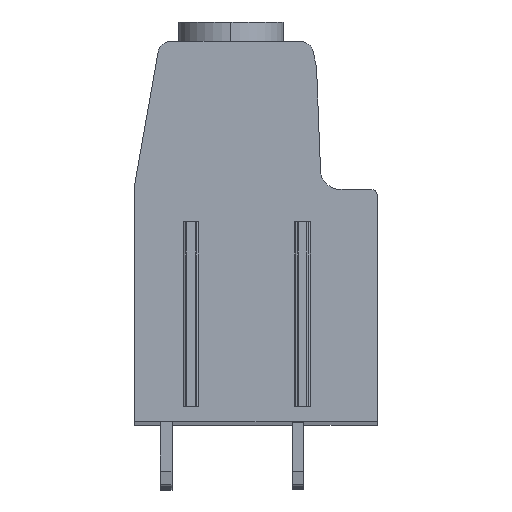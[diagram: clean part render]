
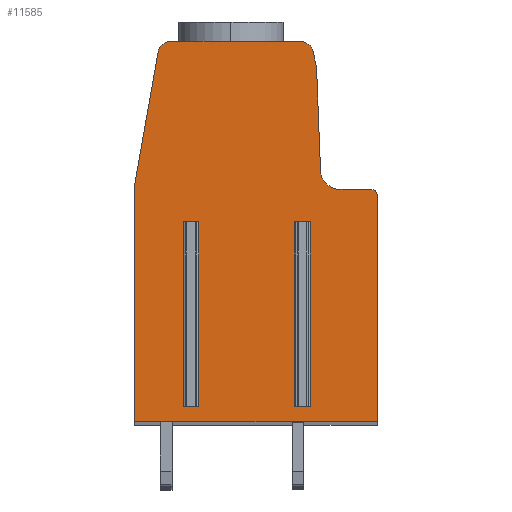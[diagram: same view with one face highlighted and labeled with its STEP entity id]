
A CAD part, top view. The second image highlights one B-rep face of the part: STEP entity #11585.
In plain terms, the highlighted planar face has unit normal (0, 0, 1).
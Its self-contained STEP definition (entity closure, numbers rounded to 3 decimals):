
#1560=CARTESIAN_POINT('',(3.429,13.65,5.08));
#1561=DIRECTION('',(0.,0.,1.));
#1562=DIRECTION('',(0.978,0.208,0.));
#1563=AXIS2_PLACEMENT_3D('',#1560,#1561,#1562);
#1565=DIRECTION('',(-0.208,0.978,0.));
#1566=VECTOR('',#1565,0.978);
#1567=CARTESIAN_POINT('',(4.611,12.902,5.08));
#1568=LINE('',#1567,#1566);
#1569=CARTESIAN_POINT('',(1.676,12.278,5.08));
#1570=DIRECTION('',(0.,0.,1.));
#1571=DIRECTION('',(0.999,0.038,0.));
#1572=AXIS2_PLACEMENT_3D('',#1569,#1570,#1571);
#1574=DIRECTION('',(-0.038,0.999,0.));
#1575=VECTOR('',#1574,7.706);
#1576=CARTESIAN_POINT('',(4.97,4.692,5.08));
#1577=LINE('',#1576,#1575);
#1578=CARTESIAN_POINT('',(6.469,4.75,5.08));
#1579=DIRECTION('',(0.,0.,-1.));
#1580=DIRECTION('',(0.,-1.,0.));
#1581=AXIS2_PLACEMENT_3D('',#1578,#1579,#1580);
#1583=DIRECTION('',(-1.,0.,0.));
#1584=VECTOR('',#1583,2.381);
#1585=CARTESIAN_POINT('',(8.85,3.25,5.08));
#1586=LINE('',#1585,#1584);
#1587=CARTESIAN_POINT('',(8.85,2.75,5.08));
#1588=DIRECTION('',(0.,0.,1.));
#1589=DIRECTION('',(1.,0.,0.));
#1590=AXIS2_PLACEMENT_3D('',#1587,#1588,#1589);
#1592=DIRECTION('',(0.,1.,0.));
#1593=VECTOR('',#1592,17.4);
#1594=CARTESIAN_POINT('',(9.35,-14.65,5.08));
#1595=LINE('',#1594,#1593);
#1596=DIRECTION('',(1.,0.,0.));
#1597=VECTOR('',#1596,18.7);
#1598=CARTESIAN_POINT('',(-9.35,-14.65,5.08));
#1599=LINE('',#1598,#1597);
#1600=DIRECTION('',(0.,-1.,0.));
#1601=VECTOR('',#1600,18.25);
#1602=CARTESIAN_POINT('',(-9.35,3.6,5.08));
#1603=LINE('',#1602,#1601);
#1604=DIRECTION('',(-0.174,-0.985,0.));
#1605=VECTOR('',#1604,10.381);
#1606=CARTESIAN_POINT('',(-7.547,13.824,5.08));
#1607=LINE('',#1606,#1605);
#1608=CARTESIAN_POINT('',(-6.562,13.65,5.08));
#1609=DIRECTION('',(0.,0.,1.));
#1610=DIRECTION('',(0.,1.,0.));
#1611=AXIS2_PLACEMENT_3D('',#1608,#1609,#1610);
#1613=DIRECTION('',(-1.,0.,0.));
#1614=VECTOR('',#1613,9.992);
#1615=CARTESIAN_POINT('',(3.429,14.65,5.08));
#1616=LINE('',#1615,#1614);
#1617=DIRECTION('',(1.,0.,0.));
#1618=VECTOR('',#1617,0.65);
#1619=CARTESIAN_POINT('',(-5.325,0.75,5.08));
#1620=LINE('',#1619,#1618);
#1621=DIRECTION('',(0.,1.,0.));
#1622=VECTOR('',#1621,14.25);
#1623=CARTESIAN_POINT('',(-5.325,-13.5,5.08));
#1624=LINE('',#1623,#1622);
#1625=DIRECTION('',(1.,0.,0.));
#1626=VECTOR('',#1625,0.65);
#1627=CARTESIAN_POINT('',(-5.325,-13.5,5.08));
#1628=LINE('',#1627,#1626);
#1629=DIRECTION('',(0.,1.,0.));
#1630=VECTOR('',#1629,14.25);
#1631=CARTESIAN_POINT('',(-4.675,-13.5,5.08));
#1632=LINE('',#1631,#1630);
#1633=DIRECTION('',(1.,0.,0.));
#1634=VECTOR('',#1633,0.65);
#1635=CARTESIAN_POINT('',(3.275,0.75,5.08));
#1636=LINE('',#1635,#1634);
#1637=DIRECTION('',(0.,1.,0.));
#1638=VECTOR('',#1637,14.25);
#1639=CARTESIAN_POINT('',(3.275,-13.5,5.08));
#1640=LINE('',#1639,#1638);
#1641=DIRECTION('',(1.,0.,0.));
#1642=VECTOR('',#1641,0.65);
#1643=CARTESIAN_POINT('',(3.275,-13.5,5.08));
#1644=LINE('',#1643,#1642);
#1645=DIRECTION('',(0.,1.,0.));
#1646=VECTOR('',#1645,14.25);
#1647=CARTESIAN_POINT('',(3.925,-13.5,5.08));
#1648=LINE('',#1647,#1646);
#7859=CARTESIAN_POINT('',(-6.562,14.65,5.08));
#7860=CARTESIAN_POINT('',(-7.547,13.824,5.08));
#7861=VERTEX_POINT('',#7859);
#7862=VERTEX_POINT('',#7860);
#7863=CARTESIAN_POINT('',(-9.35,3.6,5.08));
#7864=VERTEX_POINT('',#7863);
#7865=CARTESIAN_POINT('',(-9.35,-14.65,5.08));
#7866=VERTEX_POINT('',#7865);
#7867=CARTESIAN_POINT('',(9.35,-14.65,5.08));
#7868=VERTEX_POINT('',#7867);
#7869=CARTESIAN_POINT('',(6.469,3.25,5.08));
#7870=CARTESIAN_POINT('',(4.97,4.692,5.08));
#7871=VERTEX_POINT('',#7869);
#7872=VERTEX_POINT('',#7870);
#7879=CARTESIAN_POINT('',(4.408,13.858,5.08));
#7880=VERTEX_POINT('',#7879);
#7881=CARTESIAN_POINT('',(3.429,14.65,5.08));
#7882=VERTEX_POINT('',#7881);
#7887=CARTESIAN_POINT('',(4.674,12.393,5.08));
#7888=VERTEX_POINT('',#7887);
#7889=CARTESIAN_POINT('',(4.611,12.902,5.08));
#7890=VERTEX_POINT('',#7889);
#7895=CARTESIAN_POINT('',(9.35,2.75,5.08));
#7896=VERTEX_POINT('',#7895);
#7897=CARTESIAN_POINT('',(8.85,3.25,5.08));
#7898=VERTEX_POINT('',#7897);
#7979=CARTESIAN_POINT('',(-5.325,0.75,5.08));
#7980=CARTESIAN_POINT('',(-4.675,0.75,5.08));
#7981=VERTEX_POINT('',#7979);
#7982=VERTEX_POINT('',#7980);
#7983=CARTESIAN_POINT('',(3.275,0.75,5.08));
#7984=CARTESIAN_POINT('',(3.925,0.75,5.08));
#7985=VERTEX_POINT('',#7983);
#7986=VERTEX_POINT('',#7984);
#7987=CARTESIAN_POINT('',(3.925,-13.5,5.08));
#7988=VERTEX_POINT('',#7987);
#7989=CARTESIAN_POINT('',(3.275,-13.5,5.08));
#7990=VERTEX_POINT('',#7989);
#7991=CARTESIAN_POINT('',(-4.675,-13.5,5.08));
#7992=VERTEX_POINT('',#7991);
#7993=CARTESIAN_POINT('',(-5.325,-13.5,5.08));
#7994=VERTEX_POINT('',#7993);
#11545=CARTESIAN_POINT('',(0.,0.,5.08));
#11546=DIRECTION('',(0.,0.,1.));
#11547=DIRECTION('',(1.,0.,0.));
#11548=AXIS2_PLACEMENT_3D('',#11545,#11546,#11547);
#11549=PLANE('',#11548);
#11550=ORIENTED_EDGE('',*,*,#11082,.F.);
#11551=ORIENTED_EDGE('',*,*,#11097,.F.);
#11552=ORIENTED_EDGE('',*,*,#11110,.F.);
#11553=ORIENTED_EDGE('',*,*,#11125,.F.);
#11554=ORIENTED_EDGE('',*,*,#11138,.F.);
#11555=ORIENTED_EDGE('',*,*,#11151,.F.);
#11556=ORIENTED_EDGE('',*,*,#11166,.F.);
#11557=ORIENTED_EDGE('',*,*,#11180,.F.);
#11558=ORIENTED_EDGE('',*,*,#10479,.F.);
#11559=ORIENTED_EDGE('',*,*,#10936,.F.);
#11560=ORIENTED_EDGE('',*,*,#10950,.F.);
#11561=ORIENTED_EDGE('',*,*,#10964,.F.);
#11562=ORIENTED_EDGE('',*,*,#10977,.F.);
#11563=EDGE_LOOP('',(#11550,#11551,#11552,#11553,#11554,#11555,#11556,#11557,
#11558,#11559,#11560,#11561,#11562));
#11564=FACE_OUTER_BOUND('',#11563,.F.);
#11566=ORIENTED_EDGE('',*,*,#11565,.F.);
#11568=ORIENTED_EDGE('',*,*,#11567,.F.);
#11570=ORIENTED_EDGE('',*,*,#11569,.T.);
#11572=ORIENTED_EDGE('',*,*,#11571,.T.);
#11573=EDGE_LOOP('',(#11566,#11568,#11570,#11572));
#11574=FACE_BOUND('',#11573,.F.);
#11576=ORIENTED_EDGE('',*,*,#11575,.F.);
#11578=ORIENTED_EDGE('',*,*,#11577,.F.);
#11580=ORIENTED_EDGE('',*,*,#11579,.T.);
#11582=ORIENTED_EDGE('',*,*,#11581,.T.);
#11583=EDGE_LOOP('',(#11576,#11578,#11580,#11582));
#11584=FACE_BOUND('',#11583,.F.);
#1564=CIRCLE('',#1563,1.);
#1573=CIRCLE('',#1572,3.);
#1582=CIRCLE('',#1581,1.5);
#1591=CIRCLE('',#1590,0.5);
#1612=CIRCLE('',#1611,1.);
#10479=EDGE_CURVE('',#7866,#7868,#1599,.T.);
#10936=EDGE_CURVE('',#7864,#7866,#1603,.T.);
#10950=EDGE_CURVE('',#7862,#7864,#1607,.T.);
#10964=EDGE_CURVE('',#7861,#7862,#1612,.T.);
#10977=EDGE_CURVE('',#7882,#7861,#1616,.T.);
#11082=EDGE_CURVE('',#7880,#7882,#1564,.T.);
#11097=EDGE_CURVE('',#7890,#7880,#1568,.T.);
#11110=EDGE_CURVE('',#7888,#7890,#1573,.T.);
#11125=EDGE_CURVE('',#7872,#7888,#1577,.T.);
#11138=EDGE_CURVE('',#7871,#7872,#1582,.T.);
#11151=EDGE_CURVE('',#7898,#7871,#1586,.T.);
#11166=EDGE_CURVE('',#7896,#7898,#1591,.T.);
#11180=EDGE_CURVE('',#7868,#7896,#1595,.T.);
#11565=EDGE_CURVE('',#7981,#7982,#1620,.T.);
#11567=EDGE_CURVE('',#7994,#7981,#1624,.T.);
#11569=EDGE_CURVE('',#7994,#7992,#1628,.T.);
#11571=EDGE_CURVE('',#7992,#7982,#1632,.T.);
#11575=EDGE_CURVE('',#7985,#7986,#1636,.T.);
#11577=EDGE_CURVE('',#7990,#7985,#1640,.T.);
#11579=EDGE_CURVE('',#7990,#7988,#1644,.T.);
#11581=EDGE_CURVE('',#7988,#7986,#1648,.T.);
#11585=ADVANCED_FACE('',(#11564,#11574,#11584),#11549,.T.);
